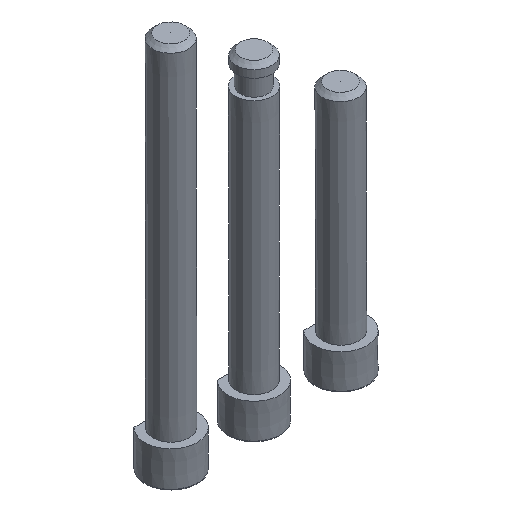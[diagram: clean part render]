
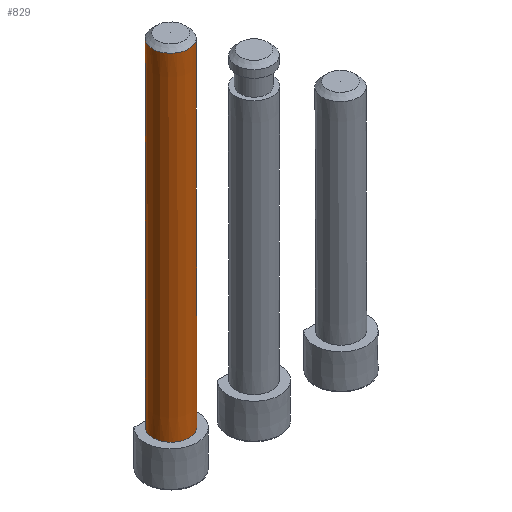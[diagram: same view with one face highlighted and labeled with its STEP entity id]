
A CAD part, isometric view. The second image highlights one B-rep face of the part: STEP entity #829.
In plain terms, the highlighted conical face has half-angle 0.01 degrees and reference radius 3.857 mm.
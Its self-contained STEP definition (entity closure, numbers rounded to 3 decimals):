
#116=FACE_OUTER_BOUND('',#167,.T.);
#167=EDGE_LOOP('',(#702,#703,#704,#705,#706));
#226=LINE('',#1384,#287);
#287=VECTOR('',#1117,3.857);
#325=CIRCLE('',#917,3.85);
#326=CIRCLE('',#918,3.85);
#329=CIRCLE('',#922,3.863);
#388=VERTEX_POINT('',#1372);
#389=VERTEX_POINT('',#1373);
#392=VERTEX_POINT('',#1382);
#495=EDGE_CURVE('',#388,#389,#325,.T.);
#496=EDGE_CURVE('',#389,#388,#326,.T.);
#500=EDGE_CURVE('',#392,#392,#329,.T.);
#501=EDGE_CURVE('',#392,#389,#226,.T.);
#702=ORIENTED_EDGE('',*,*,#500,.F.);
#703=ORIENTED_EDGE('',*,*,#501,.T.);
#704=ORIENTED_EDGE('',*,*,#495,.F.);
#705=ORIENTED_EDGE('',*,*,#496,.F.);
#706=ORIENTED_EDGE('',*,*,#501,.F.);
#788=CONICAL_SURFACE('',#921,3.857,0.);
#829=ADVANCED_FACE('',(#116),#788,.T.);
#917=AXIS2_PLACEMENT_3D('',#1374,#1104,#1105);
#918=AXIS2_PLACEMENT_3D('',#1375,#1106,#1107);
#921=AXIS2_PLACEMENT_3D('',#1381,#1113,#1114);
#922=AXIS2_PLACEMENT_3D('',#1383,#1115,#1116);
#1104=DIRECTION('center_axis',(-0.001,0.,
1.));
#1105=DIRECTION('ref_axis',(1.,0.,0.001));
#1106=DIRECTION('center_axis',(-0.001,0.,
1.));
#1107=DIRECTION('ref_axis',(1.,0.,0.001));
#1113=DIRECTION('center_axis',(0.001,0.,-1.));
#1114=DIRECTION('ref_axis',(-1.,0.,-0.001));
#1115=DIRECTION('center_axis',(0.001,0.,-1.));
#1116=DIRECTION('ref_axis',(1.,0.,0.001));
#1117=DIRECTION('',(-0.001,0.,1.));
#1372=CARTESIAN_POINT('',(-22.069,0.,78.922));
#1373=CARTESIAN_POINT('',(-14.368,0.,78.931));
#1374=CARTESIAN_POINT('Origin',(-18.219,0.,
78.927));
#1375=CARTESIAN_POINT('Origin',(-18.219,0.,
78.927));
#1381=CARTESIAN_POINT('Origin',(-18.178,0.,43.749));
#1382=CARTESIAN_POINT('',(-14.273,0.,7.575));
#1383=CARTESIAN_POINT('Origin',(-18.136,0.,7.57));
#1384=CARTESIAN_POINT('',(-14.322,0.,43.753));
